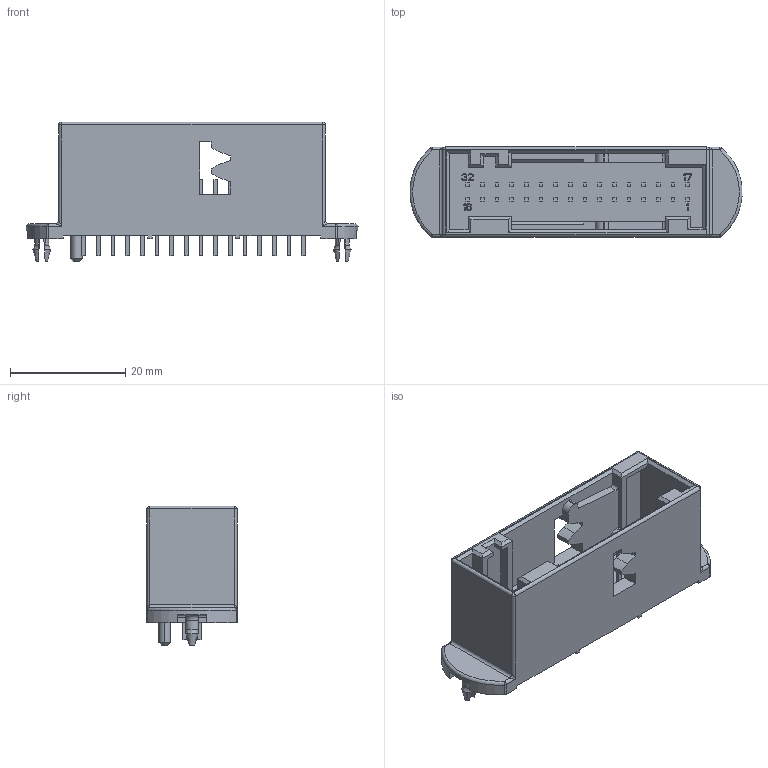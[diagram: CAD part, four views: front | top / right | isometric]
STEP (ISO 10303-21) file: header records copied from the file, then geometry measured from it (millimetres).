
FILE_DESCRIPTION((''),'2;1');
FILE_NAME('C-966658-1','2017-06-19T',('workeradm'),('Tyco Electronics Ltd.'),'CREO PARAMETRIC BY PTC INC, 2016050','CREO PARAMETRIC BY PTC INC, 2016050','');
FILE_SCHEMA(('AUTOMOTIVE_DESIGN { 1 0 10303 214 1 1 1 1 }'));
Length unit declared in the file: millimetre
Products named in the file (1): C-966658-1
Bounding box: 57.54 x 15.6 x 24.25 mm (x, y, z)
Volume: 5983.3 mm3; surface area: 7446.2 mm2
Topology: 1 solids, 1 shells, 736 faces, 1913 edges, 1253 vertices
Faces by surface type: plane 658, cylinder 50, bspline 8, sphere 8, torus 6, cone 6
Entity records: 22967 total; most frequent: CARTESIAN_POINT 4766, ORIENTED_EDGE 3826, DIRECTION 3425, EDGE_CURVE 1913, VECTOR 1761, LINE 1761, VERTEX_POINT 1253, AXIS2_PLACEMENT_3D 832
